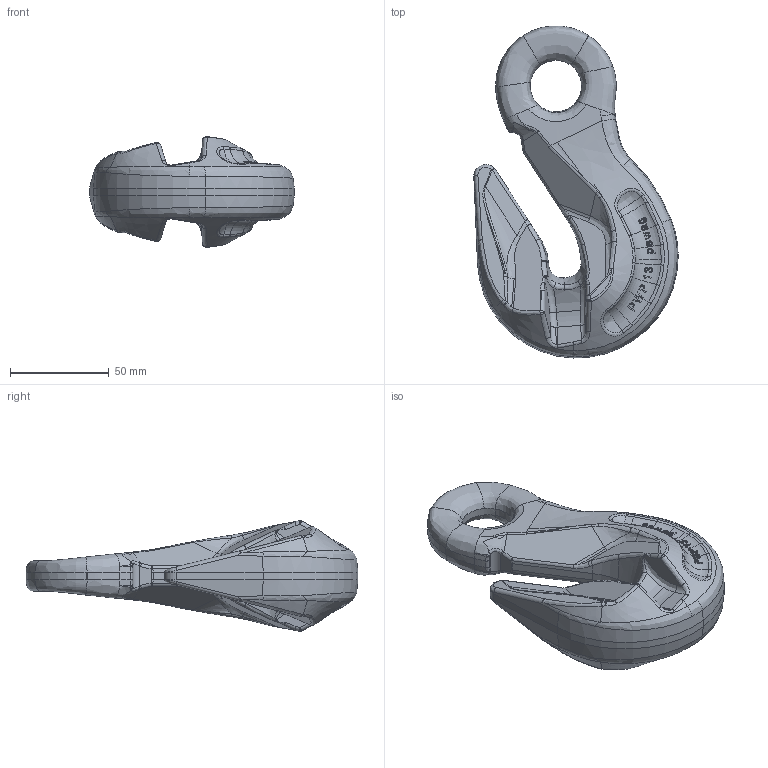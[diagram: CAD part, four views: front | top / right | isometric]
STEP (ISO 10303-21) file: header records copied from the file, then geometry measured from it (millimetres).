
FILE_DESCRIPTION(('STEP AP203'),'1');
FILE_NAME('pwp_13.stp','2018-11-19T12:46:18',('TraceParts'),('TraceParts S.A.'),'Spatial InterOp 3D',' ',' ');
FILE_SCHEMA(('CONFIG_CONTROL_DESIGN'));
Length unit declared in the file: millimetre
Products named in the file (1): 1
Bounding box: 103.37 x 167.88 x 55.95 mm (x, y, z)
Volume: 266873.8 mm3; surface area: 35736.1 mm2
Topology: 1 solids, 1 shells, 578 faces, 1546 edges, 963 vertices
Faces by surface type: bspline 200, extrusion 113, plane 110, cylinder 71, torus 42, cone 24, sphere 18
Entity records: 31520 total; most frequent: CARTESIAN_POINT 19621, ORIENTED_EDGE 3050, EDGE_CURVE 1525, DIRECTION 1512, B_SPLINE_CURVE_WITH_KNOTS 1043, VERTEX_POINT 963, EDGE_LOOP 594, ADVANCED_FACE 578
